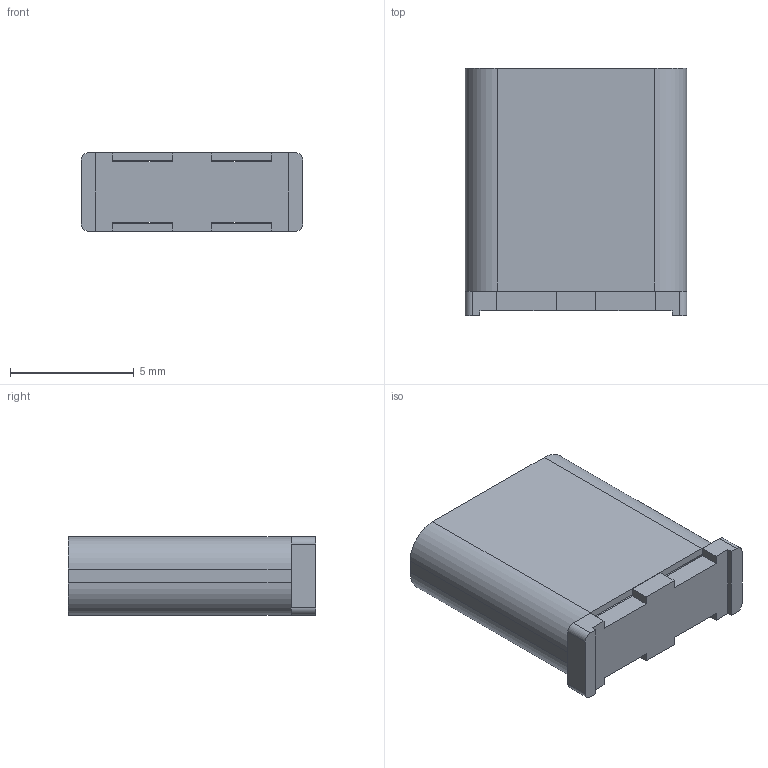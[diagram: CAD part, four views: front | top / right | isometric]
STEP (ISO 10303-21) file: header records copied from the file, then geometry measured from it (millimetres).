
FILE_DESCRIPTION (( 'STEP AP214' ), '1' );
FILE_NAME ('Type-c-14p_vertical_H-10mm.STEP', '2023-08-06T09:01:40', ( '' ), ( '' ), 'SwSTEP 2.0', 'SolidWorks 2021', '' );
FILE_SCHEMA (( 'AUTOMOTIVE_DESIGN' ));
Length unit declared in the file: millimetre
Products named in the file (2): TYPE-C-14-vertical_H-10mm; Type-c-14p_vertical_H-10mm
Assembly tree (1 placements, depth 2):
  Type-c-14p_vertical_H-10mm
    TYPE-C-14-vertical_H-10mm
Bounding box: 8.95 x 10 x 3.16 mm (x, y, z)
Volume: 77.1 mm3; surface area: 463.8 mm2
Topology: 2 solids, 2 shells, 56 faces, 148 edges, 96 vertices
Faces by surface type: plane 40, cylinder 12, cone 4
Entity records: 2125 total; most frequent: CARTESIAN_POINT 304, DIRECTION 296, ORIENTED_EDGE 296, EDGE_CURVE 148, VECTOR 120, LINE 120, VERTEX_POINT 96, AXIS2_PLACEMENT_3D 88
